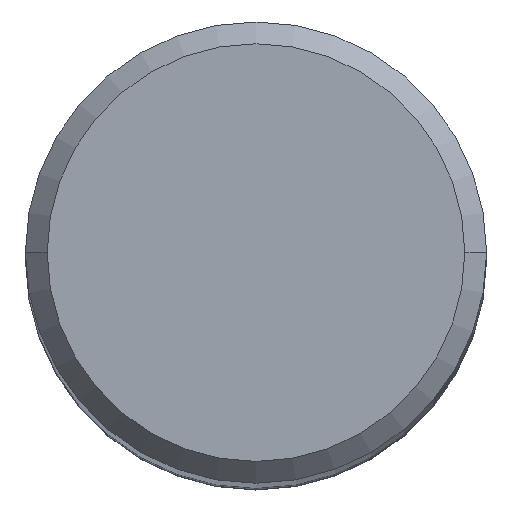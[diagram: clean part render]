
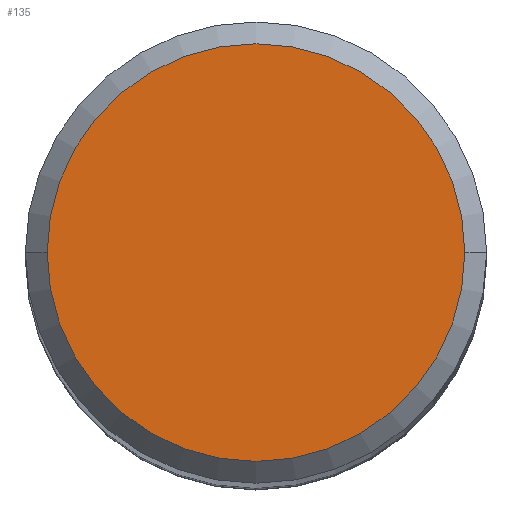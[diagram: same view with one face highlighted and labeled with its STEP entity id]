
A CAD part, top view. The second image highlights one B-rep face of the part: STEP entity #135.
In plain terms, the highlighted planar face has unit normal (0, 0, 1).
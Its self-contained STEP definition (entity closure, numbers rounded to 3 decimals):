
#30=PLANE('',#1031);
#135=ADVANCED_FACE('',(#194),#30,.F.);
#194=FACE_OUTER_BOUND('',#242,.T.);
#242=EDGE_LOOP('',(#413,#414,#415,#416));
#413=ORIENTED_EDGE('',*,*,#629,.F.);
#414=ORIENTED_EDGE('',*,*,#628,.F.);
#415=ORIENTED_EDGE('',*,*,#630,.F.);
#416=ORIENTED_EDGE('',*,*,#631,.F.);
#525=VERTEX_POINT('',#2650);
#526=VERTEX_POINT('',#2652);
#527=VERTEX_POINT('',#2654);
#528=VERTEX_POINT('',#2658);
#628=EDGE_CURVE('',#526,#527,#756,.T.);
#629=EDGE_CURVE('',#527,#525,#757,.T.);
#630=EDGE_CURVE('',#528,#526,#758,.T.);
#631=EDGE_CURVE('',#525,#528,#759,.T.);
#756=CIRCLE('',#1026,11.5);
#757=CIRCLE('',#1027,11.5);
#758=CIRCLE('',#1029,11.5);
#759=CIRCLE('',#1030,11.5);
#1026=AXIS2_PLACEMENT_3D('',#2653,#1267,#1268);
#1027=AXIS2_PLACEMENT_3D('',#2655,#1269,#1270);
#1029=AXIS2_PLACEMENT_3D('',#2657,#1273,#1274);
#1030=AXIS2_PLACEMENT_3D('',#2659,#1275,#1276);
#1031=AXIS2_PLACEMENT_3D('',#2660,#1277,#1278);
#1267=DIRECTION('',(0.,0.,-1.));
#1268=DIRECTION('',(-1.,0.,0.));
#1269=DIRECTION('',(0.,0.,-1.));
#1270=DIRECTION('',(0.,1.,0.));
#1273=DIRECTION('',(0.,0.,-1.));
#1274=DIRECTION('',(0.,-1.,0.));
#1275=DIRECTION('',(0.,0.,-1.));
#1276=DIRECTION('',(1.,0.,0.));
#1277=DIRECTION('',(0.,0.,-1.));
#1278=DIRECTION('',(-1.,0.,0.));
#2650=CARTESIAN_POINT('',(11.5,0.,0.));
#2652=CARTESIAN_POINT('',(-11.5,0.,0.));
#2653=CARTESIAN_POINT('',(0.,0.,0.));
#2654=CARTESIAN_POINT('',(0.,11.5,0.));
#2655=CARTESIAN_POINT('',(0.,0.,0.));
#2657=CARTESIAN_POINT('',(0.,0.,0.));
#2658=CARTESIAN_POINT('',(0.,-11.5,0.));
#2659=CARTESIAN_POINT('',(0.,0.,0.));
#2660=CARTESIAN_POINT('',(0.,0.,0.));
